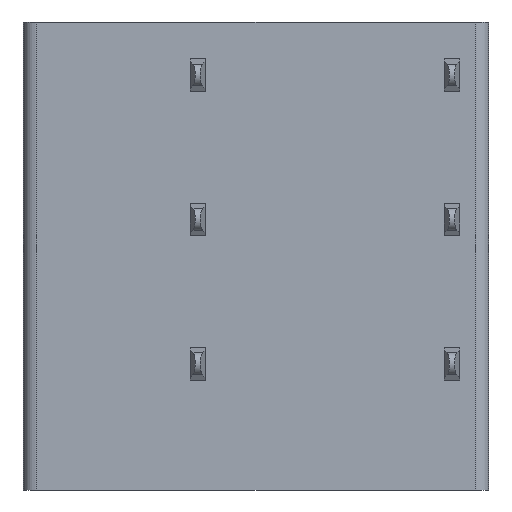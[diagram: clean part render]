
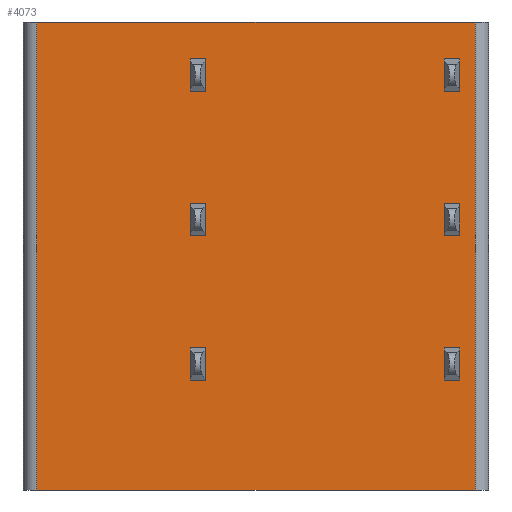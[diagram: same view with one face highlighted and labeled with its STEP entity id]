
A CAD part, front view. The second image highlights one B-rep face of the part: STEP entity #4073.
In plain terms, the highlighted planar face has unit normal (0, -1, 0).
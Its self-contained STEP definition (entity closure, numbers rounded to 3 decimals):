
#27=DIRECTION('',(1.,0.,0.));
#28=VECTOR('',#27,22.75);
#29=CARTESIAN_POINT('',(-11.375,-9.8,-18.75));
#30=LINE('',#29,#28);
#361=DIRECTION('',(1.,0.,0.));
#362=VECTOR('',#361,0.8);
#363=CARTESIAN_POINT('',(-3.425,-9.8,3.65));
#364=LINE('',#363,#362);
#365=DIRECTION('',(0.,0.,1.));
#366=VECTOR('',#365,1.7);
#367=CARTESIAN_POINT('',(-3.425,-9.8,1.95));
#368=LINE('',#367,#366);
#369=DIRECTION('',(1.,0.,0.));
#370=VECTOR('',#369,0.8);
#371=CARTESIAN_POINT('',(-3.425,-9.8,1.95));
#372=LINE('',#371,#370);
#373=DIRECTION('',(0.,0.,1.));
#374=VECTOR('',#373,1.7);
#375=CARTESIAN_POINT('',(-2.625,-9.8,1.95));
#376=LINE('',#375,#374);
#377=DIRECTION('',(1.,0.,0.));
#378=VECTOR('',#377,0.8);
#379=CARTESIAN_POINT('',(9.775,-9.8,3.65));
#380=LINE('',#379,#378);
#381=DIRECTION('',(0.,0.,1.));
#382=VECTOR('',#381,1.7);
#383=CARTESIAN_POINT('',(9.775,-9.8,1.95));
#384=LINE('',#383,#382);
#385=DIRECTION('',(1.,0.,0.));
#386=VECTOR('',#385,0.8);
#387=CARTESIAN_POINT('',(9.775,-9.8,1.95));
#388=LINE('',#387,#386);
#389=DIRECTION('',(0.,0.,1.));
#390=VECTOR('',#389,1.7);
#391=CARTESIAN_POINT('',(10.575,-9.8,1.95));
#392=LINE('',#391,#390);
#393=DIRECTION('',(1.,0.,0.));
#394=VECTOR('',#393,0.8);
#395=CARTESIAN_POINT('',(-3.425,-9.8,-3.85));
#396=LINE('',#395,#394);
#397=DIRECTION('',(0.,0.,1.));
#398=VECTOR('',#397,1.7);
#399=CARTESIAN_POINT('',(-3.425,-9.8,-5.55));
#400=LINE('',#399,#398);
#401=DIRECTION('',(1.,0.,0.));
#402=VECTOR('',#401,0.8);
#403=CARTESIAN_POINT('',(-3.425,-9.8,-5.55));
#404=LINE('',#403,#402);
#405=DIRECTION('',(0.,0.,1.));
#406=VECTOR('',#405,1.7);
#407=CARTESIAN_POINT('',(-2.625,-9.8,-5.55));
#408=LINE('',#407,#406);
#409=DIRECTION('',(1.,0.,0.));
#410=VECTOR('',#409,0.8);
#411=CARTESIAN_POINT('',(9.775,-9.8,-3.85));
#412=LINE('',#411,#410);
#413=DIRECTION('',(0.,0.,1.));
#414=VECTOR('',#413,1.7);
#415=CARTESIAN_POINT('',(9.775,-9.8,-5.55));
#416=LINE('',#415,#414);
#417=DIRECTION('',(1.,0.,0.));
#418=VECTOR('',#417,0.8);
#419=CARTESIAN_POINT('',(9.775,-9.8,-5.55));
#420=LINE('',#419,#418);
#421=DIRECTION('',(0.,0.,1.));
#422=VECTOR('',#421,1.7);
#423=CARTESIAN_POINT('',(10.575,-9.8,-5.55));
#424=LINE('',#423,#422);
#425=DIRECTION('',(1.,0.,0.));
#426=VECTOR('',#425,0.8);
#427=CARTESIAN_POINT('',(-3.425,-9.8,-11.35));
#428=LINE('',#427,#426);
#429=DIRECTION('',(0.,0.,1.));
#430=VECTOR('',#429,1.7);
#431=CARTESIAN_POINT('',(-3.425,-9.8,-13.05));
#432=LINE('',#431,#430);
#433=DIRECTION('',(1.,0.,0.));
#434=VECTOR('',#433,0.8);
#435=CARTESIAN_POINT('',(-3.425,-9.8,-13.05));
#436=LINE('',#435,#434);
#437=DIRECTION('',(0.,0.,1.));
#438=VECTOR('',#437,1.7);
#439=CARTESIAN_POINT('',(-2.625,-9.8,-13.05));
#440=LINE('',#439,#438);
#441=DIRECTION('',(1.,0.,0.));
#442=VECTOR('',#441,0.8);
#443=CARTESIAN_POINT('',(9.775,-9.8,-11.35));
#444=LINE('',#443,#442);
#445=DIRECTION('',(0.,0.,1.));
#446=VECTOR('',#445,1.7);
#447=CARTESIAN_POINT('',(9.775,-9.8,-13.05));
#448=LINE('',#447,#446);
#449=DIRECTION('',(1.,0.,0.));
#450=VECTOR('',#449,0.8);
#451=CARTESIAN_POINT('',(9.775,-9.8,-13.05));
#452=LINE('',#451,#450);
#453=DIRECTION('',(0.,0.,1.));
#454=VECTOR('',#453,1.7);
#455=CARTESIAN_POINT('',(10.575,-9.8,-13.05));
#456=LINE('',#455,#454);
#457=DIRECTION('',(0.,0.,-1.));
#458=VECTOR('',#457,24.3);
#459=CARTESIAN_POINT('',(11.375,-9.8,5.55));
#460=LINE('',#459,#458);
#461=DIRECTION('',(0.,0.,-1.));
#462=VECTOR('',#461,24.3);
#463=CARTESIAN_POINT('',(-11.375,-9.8,5.55));
#464=LINE('',#463,#462);
#2626=DIRECTION('',(1.,0.,0.));
#2627=VECTOR('',#2626,22.75);
#2628=CARTESIAN_POINT('',(-11.375,-9.8,5.55));
#2629=LINE('',#2628,#2627);
#3090=CARTESIAN_POINT('',(-3.425,-9.8,3.65));
#3091=CARTESIAN_POINT('',(-2.625,-9.8,3.65));
#3092=VERTEX_POINT('',#3090);
#3093=VERTEX_POINT('',#3091);
#3094=CARTESIAN_POINT('',(9.775,-9.8,3.65));
#3095=CARTESIAN_POINT('',(10.575,-9.8,3.65));
#3096=VERTEX_POINT('',#3094);
#3097=VERTEX_POINT('',#3095);
#3098=CARTESIAN_POINT('',(-3.425,-9.8,1.95));
#3099=CARTESIAN_POINT('',(-2.625,-9.8,1.95));
#3100=VERTEX_POINT('',#3098);
#3101=VERTEX_POINT('',#3099);
#3102=CARTESIAN_POINT('',(9.775,-9.8,1.95));
#3103=CARTESIAN_POINT('',(10.575,-9.8,1.95));
#3104=VERTEX_POINT('',#3102);
#3105=VERTEX_POINT('',#3103);
#3150=CARTESIAN_POINT('',(-3.425,-9.8,-3.85));
#3151=CARTESIAN_POINT('',(-2.625,-9.8,-3.85));
#3152=VERTEX_POINT('',#3150);
#3153=VERTEX_POINT('',#3151);
#3154=CARTESIAN_POINT('',(9.775,-9.8,-3.85));
#3155=CARTESIAN_POINT('',(10.575,-9.8,-3.85));
#3156=VERTEX_POINT('',#3154);
#3157=VERTEX_POINT('',#3155);
#3158=CARTESIAN_POINT('',(-3.425,-9.8,-5.55));
#3159=CARTESIAN_POINT('',(-2.625,-9.8,-5.55));
#3160=VERTEX_POINT('',#3158);
#3161=VERTEX_POINT('',#3159);
#3162=CARTESIAN_POINT('',(9.775,-9.8,-5.55));
#3163=CARTESIAN_POINT('',(10.575,-9.8,-5.55));
#3164=VERTEX_POINT('',#3162);
#3165=VERTEX_POINT('',#3163);
#3227=CARTESIAN_POINT('',(11.375,-9.8,-18.75));
#3229=VERTEX_POINT('',#3227);
#3230=CARTESIAN_POINT('',(11.375,-9.8,5.55));
#3231=VERTEX_POINT('',#3230);
#3234=CARTESIAN_POINT('',(-11.375,-9.8,-18.75));
#3236=VERTEX_POINT('',#3234);
#3240=CARTESIAN_POINT('',(-11.375,-9.8,5.55));
#3241=VERTEX_POINT('',#3240);
#3474=CARTESIAN_POINT('',(-3.425,-9.8,-11.35));
#3475=CARTESIAN_POINT('',(-2.625,-9.8,-11.35));
#3476=VERTEX_POINT('',#3474);
#3477=VERTEX_POINT('',#3475);
#3478=CARTESIAN_POINT('',(9.775,-9.8,-11.35));
#3479=CARTESIAN_POINT('',(10.575,-9.8,-11.35));
#3480=VERTEX_POINT('',#3478);
#3481=VERTEX_POINT('',#3479);
#3482=CARTESIAN_POINT('',(-3.425,-9.8,-13.05));
#3483=CARTESIAN_POINT('',(-2.625,-9.8,-13.05));
#3484=VERTEX_POINT('',#3482);
#3485=VERTEX_POINT('',#3483);
#3486=CARTESIAN_POINT('',(9.775,-9.8,-13.05));
#3487=CARTESIAN_POINT('',(10.575,-9.8,-13.05));
#3488=VERTEX_POINT('',#3486);
#3489=VERTEX_POINT('',#3487);
#4000=CARTESIAN_POINT('',(-12.075,-9.8,-18.75));
#4001=DIRECTION('',(0.,-1.,0.));
#4002=DIRECTION('',(1.,0.,0.));
#4003=AXIS2_PLACEMENT_3D('',#4000,#4001,#4002);
#4004=PLANE('',#4003);
#4005=ORIENTED_EDGE('',*,*,#3992,.T.);
#4006=ORIENTED_EDGE('',*,*,#3669,.F.);
#4008=ORIENTED_EDGE('',*,*,#4007,.F.);
#4010=ORIENTED_EDGE('',*,*,#4009,.T.);
#4011=EDGE_LOOP('',(#4005,#4006,#4008,#4010));
#4012=FACE_OUTER_BOUND('',#4011,.F.);
#4014=ORIENTED_EDGE('',*,*,#4013,.F.);
#4016=ORIENTED_EDGE('',*,*,#4015,.F.);
#4018=ORIENTED_EDGE('',*,*,#4017,.T.);
#4020=ORIENTED_EDGE('',*,*,#4019,.T.);
#4021=EDGE_LOOP('',(#4014,#4016,#4018,#4020));
#4022=FACE_BOUND('',#4021,.F.);
#4024=ORIENTED_EDGE('',*,*,#4023,.F.);
#4026=ORIENTED_EDGE('',*,*,#4025,.F.);
#4028=ORIENTED_EDGE('',*,*,#4027,.T.);
#4030=ORIENTED_EDGE('',*,*,#4029,.T.);
#4031=EDGE_LOOP('',(#4024,#4026,#4028,#4030));
#4032=FACE_BOUND('',#4031,.F.);
#4034=ORIENTED_EDGE('',*,*,#4033,.F.);
#4036=ORIENTED_EDGE('',*,*,#4035,.F.);
#4038=ORIENTED_EDGE('',*,*,#4037,.T.);
#4040=ORIENTED_EDGE('',*,*,#4039,.T.);
#4041=EDGE_LOOP('',(#4034,#4036,#4038,#4040));
#4042=FACE_BOUND('',#4041,.F.);
#4044=ORIENTED_EDGE('',*,*,#4043,.F.);
#4046=ORIENTED_EDGE('',*,*,#4045,.F.);
#4048=ORIENTED_EDGE('',*,*,#4047,.T.);
#4050=ORIENTED_EDGE('',*,*,#4049,.T.);
#4051=EDGE_LOOP('',(#4044,#4046,#4048,#4050));
#4052=FACE_BOUND('',#4051,.F.);
#4054=ORIENTED_EDGE('',*,*,#4053,.F.);
#4056=ORIENTED_EDGE('',*,*,#4055,.F.);
#4058=ORIENTED_EDGE('',*,*,#4057,.T.);
#4060=ORIENTED_EDGE('',*,*,#4059,.T.);
#4061=EDGE_LOOP('',(#4054,#4056,#4058,#4060));
#4062=FACE_BOUND('',#4061,.F.);
#4064=ORIENTED_EDGE('',*,*,#4063,.F.);
#4066=ORIENTED_EDGE('',*,*,#4065,.F.);
#4068=ORIENTED_EDGE('',*,*,#4067,.T.);
#4070=ORIENTED_EDGE('',*,*,#4069,.T.);
#4071=EDGE_LOOP('',(#4064,#4066,#4068,#4070));
#4072=FACE_BOUND('',#4071,.F.);
#3669=EDGE_CURVE('',#3236,#3229,#30,.T.);
#3992=EDGE_CURVE('',#3231,#3229,#460,.T.);
#4007=EDGE_CURVE('',#3241,#3236,#464,.T.);
#4009=EDGE_CURVE('',#3241,#3231,#2629,.T.);
#4013=EDGE_CURVE('',#3096,#3097,#380,.T.);
#4015=EDGE_CURVE('',#3104,#3096,#384,.T.);
#4017=EDGE_CURVE('',#3104,#3105,#388,.T.);
#4019=EDGE_CURVE('',#3105,#3097,#392,.T.);
#4023=EDGE_CURVE('',#3152,#3153,#396,.T.);
#4025=EDGE_CURVE('',#3160,#3152,#400,.T.);
#4027=EDGE_CURVE('',#3160,#3161,#404,.T.);
#4029=EDGE_CURVE('',#3161,#3153,#408,.T.);
#4033=EDGE_CURVE('',#3156,#3157,#412,.T.);
#4035=EDGE_CURVE('',#3164,#3156,#416,.T.);
#4037=EDGE_CURVE('',#3164,#3165,#420,.T.);
#4039=EDGE_CURVE('',#3165,#3157,#424,.T.);
#4043=EDGE_CURVE('',#3476,#3477,#428,.T.);
#4045=EDGE_CURVE('',#3484,#3476,#432,.T.);
#4047=EDGE_CURVE('',#3484,#3485,#436,.T.);
#4049=EDGE_CURVE('',#3485,#3477,#440,.T.);
#4053=EDGE_CURVE('',#3480,#3481,#444,.T.);
#4055=EDGE_CURVE('',#3488,#3480,#448,.T.);
#4057=EDGE_CURVE('',#3488,#3489,#452,.T.);
#4059=EDGE_CURVE('',#3489,#3481,#456,.T.);
#4063=EDGE_CURVE('',#3092,#3093,#364,.T.);
#4065=EDGE_CURVE('',#3100,#3092,#368,.T.);
#4067=EDGE_CURVE('',#3100,#3101,#372,.T.);
#4069=EDGE_CURVE('',#3101,#3093,#376,.T.);
#4073=ADVANCED_FACE('',(#4012,#4022,#4032,#4042,#4052,#4062,#4072),#4004,.T.);
